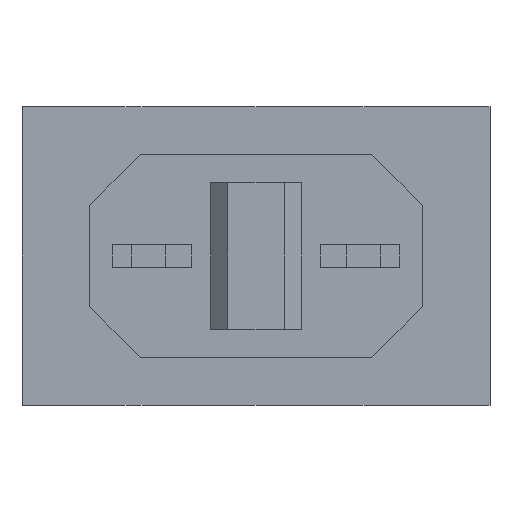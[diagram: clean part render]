
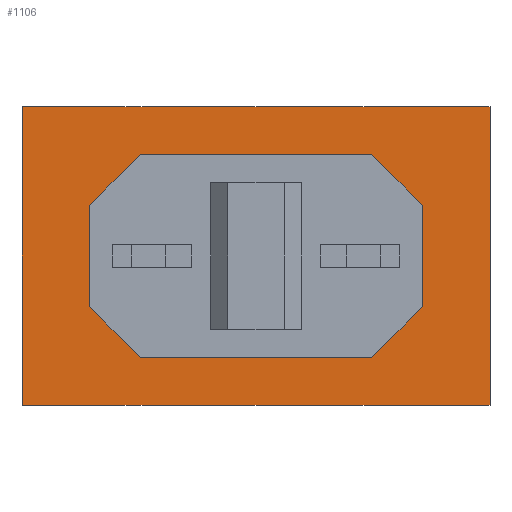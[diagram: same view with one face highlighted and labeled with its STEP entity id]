
A CAD part, front view. The second image highlights one B-rep face of the part: STEP entity #1106.
In plain terms, the highlighted planar face has unit normal (0, -1, 0).
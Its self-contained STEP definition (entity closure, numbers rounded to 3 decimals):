
#12 = EDGE_CURVE ( 'NONE', #30, #4934, #1088, .T. ) ;
#30 = VERTEX_POINT ( 'NONE', #1155 ) ;
#64 = ORIENTED_EDGE ( 'NONE', *, *, #83, .F. ) ;
#83 = EDGE_CURVE ( 'NONE', #100, #30, #1659, .T. ) ;
#100 = VERTEX_POINT ( 'NONE', #1796 ) ;
#128 = ORIENTED_EDGE ( 'NONE', *, *, #154, .F. ) ;
#154 = EDGE_CURVE ( 'NONE', #168, #100, #2300, .T. ) ;
#168 = VERTEX_POINT ( 'NONE', #2544 ) ;
#197 = ORIENTED_EDGE ( 'NONE', *, *, #226, .F. ) ;
#226 = EDGE_CURVE ( 'NONE', #244, #168, #3079, .T. ) ;
#244 = VERTEX_POINT ( 'NONE', #3216 ) ;
#290 = ORIENTED_EDGE ( 'NONE', *, *, #315, .F. ) ;
#315 = EDGE_CURVE ( 'NONE', #330, #244, #4047, .T. ) ;
#330 = VERTEX_POINT ( 'NONE', #4188 ) ;
#358 = ORIENTED_EDGE ( 'NONE', *, *, #386, .F. ) ;
#386 = EDGE_CURVE ( 'NONE', #401, #330, #4584, .T. ) ;
#401 = VERTEX_POINT ( 'NONE', #1287 ) ;
#440 = ORIENTED_EDGE ( 'NONE', *, *, #466, .F. ) ;
#466 = EDGE_CURVE ( 'NONE', #677, #401, #1860, .T. ) ;
#557 = EDGE_LOOP ( 'NONE', ( #1771, #2879, #3827, #4750 ) ) ;
#616 = EDGE_LOOP ( 'NONE', ( #4892, #747, #64, #128, #197, #290, #358, #440 ) ) ;
#677 = VERTEX_POINT ( 'NONE', #3956 ) ;
#747 = ORIENTED_EDGE ( 'NONE', *, *, #12, .F. ) ;
#1088 = LINE ( 'NONE', #1089, #1090 ) ;
#1089 = CARTESIAN_POINT ( 'NONE',  ( 3.55, -2.5, 1.8 ) ) ;
#1090 = VECTOR ( 'NONE', #1091, 1000. ) ;
#1091 = DIRECTION ( 'NONE',  ( -0.707, 0., 0.707 ) ) ;
#1106 = ADVANCED_FACE ( 'NONE', ( #3135, #3136 ), #3153, .T. ) ;
#1155 = CARTESIAN_POINT ( 'NONE',  ( 4.45, -2.5, 0.9 ) ) ;
#1287 = CARTESIAN_POINT ( 'NONE',  ( -1.45, -2.5, 0.9 ) ) ;
#1327 = LINE ( 'NONE', #1328, #1329 ) ;
#1328 = CARTESIAN_POINT ( 'NONE',  ( -2.65, -2.5, -2.65 ) ) ;
#1329 = VECTOR ( 'NONE', #1330, 1000. ) ;
#1330 = DIRECTION ( 'NONE',  ( 1., 0., 0. ) ) ;
#1575 = CARTESIAN_POINT ( 'NONE',  ( 5.65, -2.5, -2.65 ) ) ;
#1659 = LINE ( 'NONE', #1660, #1661 ) ;
#1660 = CARTESIAN_POINT ( 'NONE',  ( 4.45, -2.5, 0.9 ) ) ;
#1661 = VECTOR ( 'NONE', #1662, 1000. ) ;
#1662 = DIRECTION ( 'NONE',  ( 0., 0., 1. ) ) ;
#1771 = ORIENTED_EDGE ( 'NONE', *, *, #2080, .T. ) ;
#1796 = CARTESIAN_POINT ( 'NONE',  ( 4.45, -2.5, -0.9 ) ) ;
#1860 = LINE ( 'NONE', #1861, #1862 ) ;
#1861 = CARTESIAN_POINT ( 'NONE',  ( -0.55, -2.5, 1.8 ) ) ;
#1862 = VECTOR ( 'NONE', #1863, 1000. ) ;
#1863 = DIRECTION ( 'NONE',  ( -0.707, 0., -0.707 ) ) ;
#1966 = LINE ( 'NONE', #1967, #1968 ) ;
#1967 = CARTESIAN_POINT ( 'NONE',  ( 5.65, -2.5, -2.65 ) ) ;
#1968 = VECTOR ( 'NONE', #1969, 1000. ) ;
#1969 = DIRECTION ( 'NONE',  ( 0., 0., 1. ) ) ;
#2080 = EDGE_CURVE ( 'NONE', #2286, #2482, #4126, .T. ) ;
#2119 = CARTESIAN_POINT ( 'NONE',  ( 5.65, -2.5, 2.65 ) ) ;
#2286 = VERTEX_POINT ( 'NONE', #4228 ) ;
#2300 = LINE ( 'NONE', #2301, #2302 ) ;
#2301 = CARTESIAN_POINT ( 'NONE',  ( 3.55, -2.5, -1.8 ) ) ;
#2302 = VECTOR ( 'NONE', #2303, 1000. ) ;
#2303 = DIRECTION ( 'NONE',  ( 0.707, 0., 0.707 ) ) ;
#2482 = VERTEX_POINT ( 'NONE', #4334 ) ;
#2544 = CARTESIAN_POINT ( 'NONE',  ( 3.55, -2.5, -1.8 ) ) ;
#2836 = LINE ( 'NONE', #2837, #2838 ) ;
#2837 = CARTESIAN_POINT ( 'NONE',  ( 5.65, -2.5, 2.65 ) ) ;
#2838 = VECTOR ( 'NONE', #2839, 1000. ) ;
#2839 = DIRECTION ( 'NONE',  ( -1., 0., 0. ) ) ;
#2879 = ORIENTED_EDGE ( 'NONE', *, *, #3195, .T. ) ;
#3079 = LINE ( 'NONE', #3080, #3081 ) ;
#3080 = CARTESIAN_POINT ( 'NONE',  ( -0.55, -2.5, -1.8 ) ) ;
#3081 = VECTOR ( 'NONE', #3082, 1000. ) ;
#3082 = DIRECTION ( 'NONE',  ( 1., 0., 0. ) ) ;
#3135 = FACE_OUTER_BOUND ( 'NONE', #557, .T. ) ;
#3136 = FACE_BOUND ( 'NONE', #616, .T. ) ;
#3153 = PLANE ( 'NONE',  #3154 ) ;
#3154 = AXIS2_PLACEMENT_3D ( 'NONE', #3155, #3156, #3157 ) ;
#3155 = CARTESIAN_POINT ( 'NONE',  ( -2.65, -2.5, -2.65 ) ) ;
#3156 = DIRECTION ( 'NONE',  ( 0., -1., 0. ) ) ;
#3157 = DIRECTION ( 'NONE',  ( 1., 0., 0. ) ) ;
#3195 = EDGE_CURVE ( 'NONE', #2482, #3405, #1327, .T. ) ;
#3216 = CARTESIAN_POINT ( 'NONE',  ( -0.55, -2.5, -1.8 ) ) ;
#3405 = VERTEX_POINT ( 'NONE', #1575 ) ;
#3564 = LINE ( 'NONE', #3565, #3566 ) ;
#3565 = CARTESIAN_POINT ( 'NONE',  ( -0.55, -2.5, 1.8 ) ) ;
#3566 = VECTOR ( 'NONE', #3567, 1000. ) ;
#3567 = DIRECTION ( 'NONE',  ( -1., 0., 0. ) ) ;
#3804 = CARTESIAN_POINT ( 'NONE',  ( 3.55, -2.5, 1.8 ) ) ;
#3827 = ORIENTED_EDGE ( 'NONE', *, *, #4118, .T. ) ;
#3956 = CARTESIAN_POINT ( 'NONE',  ( -0.55, -2.5, 1.8 ) ) ;
#4047 = LINE ( 'NONE', #4048, #4049 ) ;
#4048 = CARTESIAN_POINT ( 'NONE',  ( -0.55, -2.5, -1.8 ) ) ;
#4049 = VECTOR ( 'NONE', #4050, 1000. ) ;
#4050 = DIRECTION ( 'NONE',  ( 0.707, 0., -0.707 ) ) ;
#4118 = EDGE_CURVE ( 'NONE', #3405, #4346, #1966, .T. ) ;
#4126 = LINE ( 'NONE', #4127, #4128 ) ;
#4127 = CARTESIAN_POINT ( 'NONE',  ( -2.65, -2.5, 2.65 ) ) ;
#4128 = VECTOR ( 'NONE', #4129, 1000. ) ;
#4129 = DIRECTION ( 'NONE',  ( 0., 0., -1. ) ) ;
#4188 = CARTESIAN_POINT ( 'NONE',  ( -1.45, -2.5, -0.9 ) ) ;
#4228 = CARTESIAN_POINT ( 'NONE',  ( -2.65, -2.5, 2.65 ) ) ;
#4334 = CARTESIAN_POINT ( 'NONE',  ( -2.65, -2.5, -2.65 ) ) ;
#4346 = VERTEX_POINT ( 'NONE', #2119 ) ;
#4584 = LINE ( 'NONE', #4585, #4586 ) ;
#4585 = CARTESIAN_POINT ( 'NONE',  ( -1.45, -2.5, 0.9 ) ) ;
#4586 = VECTOR ( 'NONE', #4587, 1000. ) ;
#4587 = DIRECTION ( 'NONE',  ( 0., 0., -1. ) ) ;
#4750 = ORIENTED_EDGE ( 'NONE', *, *, #4848, .T. ) ;
#4848 = EDGE_CURVE ( 'NONE', #4346, #2286, #2836, .T. ) ;
#4892 = ORIENTED_EDGE ( 'NONE', *, *, #4915, .F. ) ;
#4915 = EDGE_CURVE ( 'NONE', #4934, #677, #3564, .T. ) ;
#4934 = VERTEX_POINT ( 'NONE', #3804 ) ;
